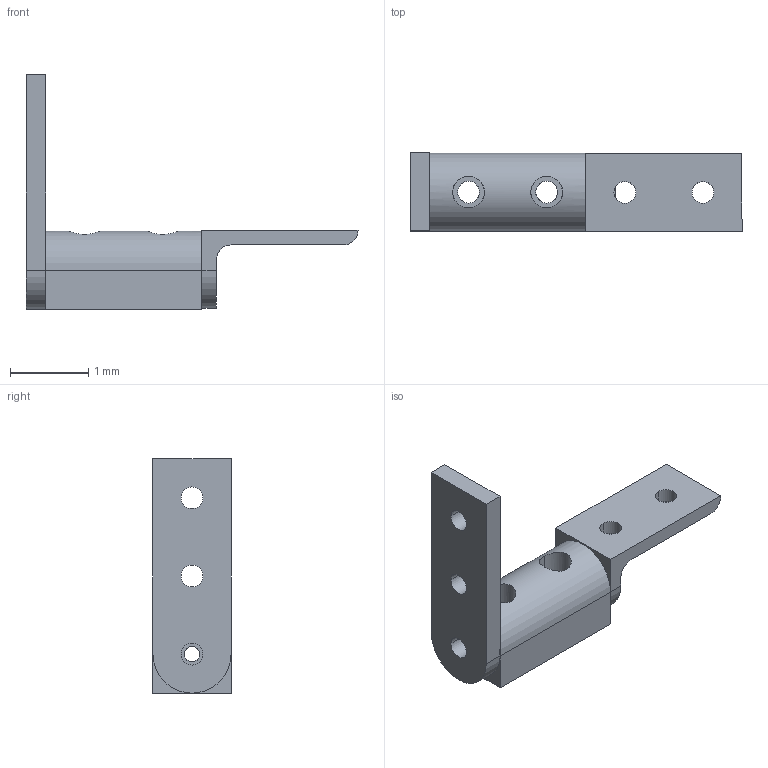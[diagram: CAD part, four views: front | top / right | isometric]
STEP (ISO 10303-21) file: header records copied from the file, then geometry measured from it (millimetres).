
FILE_DESCRIPTION((''),'2;1');
FILE_NAME('10HI8337.stp','2015-07-13T15:53:46',(''),(''),'Mechanical Desktop 2011','Mechanical Desktop 2011',', , ');
FILE_SCHEMA(('CONFIG_CONTROL_DESIGN'));
Length unit declared in the file: millimetre
Products named in the file (1): Product
Bounding box: 4.25 x 1 x 3 mm (x, y, z)
Volume: 2.7 mm3; surface area: 26 mm2
Topology: 3 solids, 3 shells, 52 faces, 140 edges, 94 vertices
Faces by surface type: cylinder 32, plane 20
Entity records: 1969 total; most frequent: CARTESIAN_POINT 500, DIRECTION 284, ORIENTED_EDGE 280, EDGE_CURVE 140, AXIS2_PLACEMENT_3D 108, VERTEX_POINT 94, EDGE_LOOP 74, VECTOR 68
